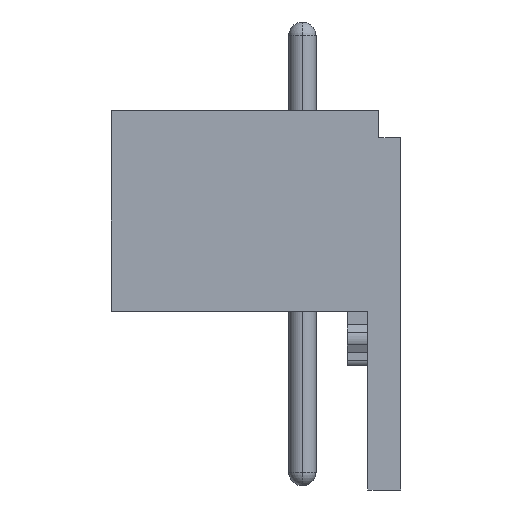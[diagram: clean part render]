
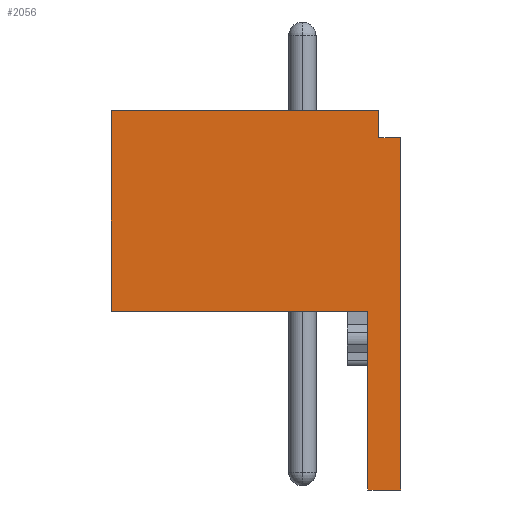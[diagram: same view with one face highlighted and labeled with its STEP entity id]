
A CAD part, front view. The second image highlights one B-rep face of the part: STEP entity #2056.
In plain terms, the highlighted planar face has unit normal (0, -1, 0).
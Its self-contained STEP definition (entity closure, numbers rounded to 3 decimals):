
#1=DIRECTION('',(1.,0.,0.));
#2=VECTOR('',#1,9.8);
#3=CARTESIAN_POINT('',(0.,0.,0.));
#4=LINE('',#3,#2);
#5=DIRECTION('',(0.,0.,-1.));
#6=VECTOR('',#5,1.);
#7=CARTESIAN_POINT('',(9.8,0.,0.));
#8=LINE('',#7,#6);
#9=DIRECTION('',(1.,0.,0.));
#10=VECTOR('',#9,0.8);
#11=CARTESIAN_POINT('',(9.8,0.,-1.));
#12=LINE('',#11,#10);
#13=DIRECTION('',(0.,0.,-1.));
#14=VECTOR('',#13,12.9);
#15=CARTESIAN_POINT('',(10.6,0.,-1.));
#16=LINE('',#15,#14);
#17=DIRECTION('',(-1.,0.,0.));
#18=VECTOR('',#17,1.2);
#19=CARTESIAN_POINT('',(10.6,0.,-13.9));
#20=LINE('',#19,#18);
#21=DIRECTION('',(0.,0.,1.));
#22=VECTOR('',#21,6.55);
#23=CARTESIAN_POINT('',(9.4,0.,-13.9));
#24=LINE('',#23,#22);
#25=DIRECTION('',(-1.,0.,0.));
#26=VECTOR('',#25,9.4);
#27=CARTESIAN_POINT('',(9.4,0.,-7.35));
#28=LINE('',#27,#26);
#29=DIRECTION('',(0.,0.,1.));
#30=VECTOR('',#29,7.35);
#31=CARTESIAN_POINT('',(0.,0.,-7.35));
#32=LINE('',#31,#30);
#1589=CARTESIAN_POINT('',(0.,0.,0.));
#1590=CARTESIAN_POINT('',(9.8,0.,0.));
#1591=VERTEX_POINT('',#1589);
#1592=VERTEX_POINT('',#1590);
#1593=CARTESIAN_POINT('',(9.8,0.,-1.));
#1594=VERTEX_POINT('',#1593);
#1595=CARTESIAN_POINT('',(10.6,0.,-1.));
#1596=VERTEX_POINT('',#1595);
#1597=CARTESIAN_POINT('',(10.6,0.,-13.9));
#1598=VERTEX_POINT('',#1597);
#1599=CARTESIAN_POINT('',(9.4,0.,-13.9));
#1600=VERTEX_POINT('',#1599);
#1601=CARTESIAN_POINT('',(9.4,0.,-7.35));
#1602=VERTEX_POINT('',#1601);
#1603=CARTESIAN_POINT('',(0.,0.,-7.35));
#1604=VERTEX_POINT('',#1603);
#2033=CARTESIAN_POINT('',(0.,0.,0.));
#2034=DIRECTION('',(0.,1.,0.));
#2035=DIRECTION('',(1.,0.,0.));
#2036=AXIS2_PLACEMENT_3D('',#2033,#2034,#2035);
#2037=PLANE('',#2036);
#2039=ORIENTED_EDGE('',*,*,#2038,.T.);
#2041=ORIENTED_EDGE('',*,*,#2040,.T.);
#2043=ORIENTED_EDGE('',*,*,#2042,.T.);
#2045=ORIENTED_EDGE('',*,*,#2044,.T.);
#2047=ORIENTED_EDGE('',*,*,#2046,.T.);
#2049=ORIENTED_EDGE('',*,*,#2048,.T.);
#2051=ORIENTED_EDGE('',*,*,#2050,.T.);
#2053=ORIENTED_EDGE('',*,*,#2052,.T.);
#2054=EDGE_LOOP('',(#2039,#2041,#2043,#2045,#2047,#2049,#2051,#2053));
#2055=FACE_OUTER_BOUND('',#2054,.F.);
#2056=ADVANCED_FACE('',(#2055),#2037,.F.);
#2038=EDGE_CURVE('',#1591,#1592,#4,.T.);
#2040=EDGE_CURVE('',#1592,#1594,#8,.T.);
#2042=EDGE_CURVE('',#1594,#1596,#12,.T.);
#2044=EDGE_CURVE('',#1596,#1598,#16,.T.);
#2046=EDGE_CURVE('',#1598,#1600,#20,.T.);
#2048=EDGE_CURVE('',#1600,#1602,#24,.T.);
#2050=EDGE_CURVE('',#1602,#1604,#28,.T.);
#2052=EDGE_CURVE('',#1604,#1591,#32,.T.);
